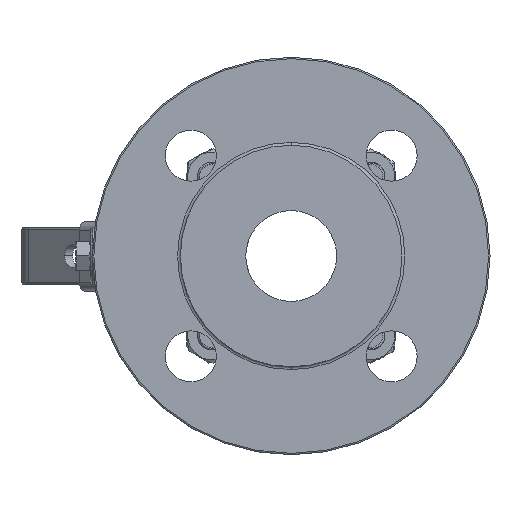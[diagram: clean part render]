
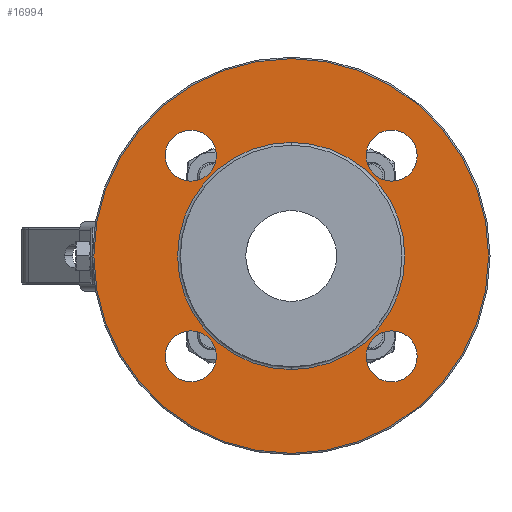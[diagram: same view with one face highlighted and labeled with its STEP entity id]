
A CAD part, left-side view. The second image highlights one B-rep face of the part: STEP entity #16994.
In plain terms, the highlighted face is planar.
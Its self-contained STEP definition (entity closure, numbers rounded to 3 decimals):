
#117 = AXIS2_PLACEMENT_3D ( 'NONE', #49130, #17635, #54344 ) ;
#171 = CIRCLE ( 'NONE', #61207, 40. ) ;
#390 = DIRECTION ( 'NONE',  ( 1., 0., 0. ) ) ;
#671 = ORIENTED_EDGE ( 'NONE', *, *, #67160, .T. ) ;
#723 = DIRECTION ( 'NONE',  ( 1., 0., 0. ) ) ;
#970 = CARTESIAN_POINT ( 'NONE',  ( -26.355, 35.355, -54.7 ) ) ;
#1289 = CARTESIAN_POINT ( 'NONE',  ( 40., 0., -54.7 ) ) ;
#1618 = EDGE_LOOP ( 'NONE', ( #29709, #10019 ) ) ;
#3053 = DIRECTION ( 'NONE',  ( 1., 0., 0. ) ) ;
#3147 = DIRECTION ( 'NONE',  ( 0., 0., -1. ) ) ;
#3550 = CARTESIAN_POINT ( 'NONE',  ( 0., 0., -54.7 ) ) ;
#4430 = DIRECTION ( 'NONE',  ( 1., 0., 0. ) ) ;
#4560 = EDGE_LOOP ( 'NONE', ( #27888, #29930 ) ) ;
#4841 = VERTEX_POINT ( 'NONE', #7611 ) ;
#5320 = DIRECTION ( 'NONE',  ( 0., 0., 1. ) ) ;
#5536 = FACE_OUTER_BOUND ( 'NONE', #57604, .T. ) ;
#5959 = CARTESIAN_POINT ( 'NONE',  ( 0., 0., -54.7 ) ) ;
#6087 = EDGE_CURVE ( 'NONE', #68322, #6801, #16563, .T. ) ;
#6253 = AXIS2_PLACEMENT_3D ( 'NONE', #3550, #3147, #3053 ) ;
#6444 = CARTESIAN_POINT ( 'NONE',  ( 26.355, -35.355, -54.7 ) ) ;
#6801 = VERTEX_POINT ( 'NONE', #43885 ) ;
#7611 = CARTESIAN_POINT ( 'NONE',  ( 44.355, -35.355, -54.7 ) ) ;
#7723 = DIRECTION ( 'NONE',  ( 0., 0., 1. ) ) ;
#7785 = VERTEX_POINT ( 'NONE', #65906 ) ;
#9857 = ORIENTED_EDGE ( 'NONE', *, *, #64919, .T. ) ;
#10019 = ORIENTED_EDGE ( 'NONE', *, *, #43794, .T. ) ;
#10029 = EDGE_CURVE ( 'NONE', #4841, #56772, #31195, .T. ) ;
#10779 = ORIENTED_EDGE ( 'NONE', *, *, #51019, .T. ) ;
#11322 = DIRECTION ( 'NONE',  ( 1., 0., 0. ) ) ;
#11602 = DIRECTION ( 'NONE',  ( 0., 0., 1. ) ) ;
#13774 = VERTEX_POINT ( 'NONE', #63470 ) ;
#14175 = CARTESIAN_POINT ( 'NONE',  ( 0., 39., -54.7 ) ) ;
#16563 = CIRCLE ( 'NONE', #6253, 69.5 ) ;
#16594 = ORIENTED_EDGE ( 'NONE', *, *, #51788, .T. ) ;
#16773 = AXIS2_PLACEMENT_3D ( 'NONE', #63932, #32440, #723 ) ;
#16833 = CARTESIAN_POINT ( 'NONE',  ( 35.355, 35.355, -54.7 ) ) ;
#16994 = ADVANCED_FACE ( 'NONE', ( #49280, #5536, #47623, #19676, #59955, #46013 ), #56204, .F. ) ;
#17635 = DIRECTION ( 'NONE',  ( 0., 0., 1. ) ) ;
#19676 = FACE_BOUND ( 'NONE', #39658, .T. ) ;
#21387 = CIRCLE ( 'NONE', #41578, 9. ) ;
#21787 = EDGE_CURVE ( 'NONE', #58275, #7785, #36569, .T. ) ;
#22130 = DIRECTION ( 'NONE',  ( 1., 0., 0. ) ) ;
#23010 = CARTESIAN_POINT ( 'NONE',  ( 35.355, 35.355, -54.7 ) ) ;
#23855 = VERTEX_POINT ( 'NONE', #67468 ) ;
#24939 = EDGE_LOOP ( 'NONE', ( #10779, #53808 ) ) ;
#25664 = CIRCLE ( 'NONE', #46514, 69.5 ) ;
#25732 = CIRCLE ( 'NONE', #16773, 9. ) ;
#25796 = CARTESIAN_POINT ( 'NONE',  ( 0., 0., -54.7 ) ) ;
#26016 = EDGE_CURVE ( 'NONE', #6801, #68322, #25664, .T. ) ;
#26684 = CIRCLE ( 'NONE', #51530, 9. ) ;
#26723 = CIRCLE ( 'NONE', #28050, 9. ) ;
#27810 = ORIENTED_EDGE ( 'NONE', *, *, #41585, .T. ) ;
#27888 = ORIENTED_EDGE ( 'NONE', *, *, #54640, .T. ) ;
#28050 = AXIS2_PLACEMENT_3D ( 'NONE', #63582, #32096, #390 ) ;
#28106 = ORIENTED_EDGE ( 'NONE', *, *, #6087, .T. ) ;
#28303 = DIRECTION ( 'NONE',  ( 1., 0., 0. ) ) ;
#29219 = AXIS2_PLACEMENT_3D ( 'NONE', #16833, #53557, #22130 ) ;
#29709 = ORIENTED_EDGE ( 'NONE', *, *, #10029, .T. ) ;
#29930 = ORIENTED_EDGE ( 'NONE', *, *, #21787, .T. ) ;
#30090 = DIRECTION ( 'NONE',  ( 1., 0., 0. ) ) ;
#30134 = CARTESIAN_POINT ( 'NONE',  ( -44.355, 35.355, -54.7 ) ) ;
#31054 = DIRECTION ( 'NONE',  ( 1., 0., 0. ) ) ;
#31195 = CIRCLE ( 'NONE', #117, 9. ) ;
#32096 = DIRECTION ( 'NONE',  ( 0., 0., 1. ) ) ;
#32440 = DIRECTION ( 'NONE',  ( 0., 0., 1. ) ) ;
#34067 = VERTEX_POINT ( 'NONE', #1289 ) ;
#36047 = DIRECTION ( 'NONE',  ( 0., 0., 1. ) ) ;
#36569 = CIRCLE ( 'NONE', #39485, 9. ) ;
#36965 = CARTESIAN_POINT ( 'NONE',  ( 0., 0., -54.7 ) ) ;
#36988 = EDGE_CURVE ( 'NONE', #23855, #34067, #54032, .T. ) ;
#38568 = ORIENTED_EDGE ( 'NONE', *, *, #26016, .T. ) ;
#39317 = CARTESIAN_POINT ( 'NONE',  ( -35.355, -35.355, -54.7 ) ) ;
#39485 = AXIS2_PLACEMENT_3D ( 'NONE', #23010, #59738, #28303 ) ;
#39568 = CIRCLE ( 'NONE', #29219, 9. ) ;
#39658 = EDGE_LOOP ( 'NONE', ( #16594, #671 ) ) ;
#40212 = AXIS2_PLACEMENT_3D ( 'NONE', #14175, #61538, #30090 ) ;
#40900 = VERTEX_POINT ( 'NONE', #48410 ) ;
#41578 = AXIS2_PLACEMENT_3D ( 'NONE', #67521, #36047, #4430 ) ;
#41585 = EDGE_CURVE ( 'NONE', #53272, #60830, #25732, .T. ) ;
#42241 = DIRECTION ( 'NONE',  ( 1., 0., 0. ) ) ;
#42867 = DIRECTION ( 'NONE',  ( 0., 0., 1. ) ) ;
#43170 = CARTESIAN_POINT ( 'NONE',  ( -35.355, 35.355, -54.7 ) ) ;
#43794 = EDGE_CURVE ( 'NONE', #56772, #4841, #21387, .T. ) ;
#43885 = CARTESIAN_POINT ( 'NONE',  ( -69.5, 0., -54.7 ) ) ;
#44615 = DIRECTION ( 'NONE',  ( 1., 0., 0. ) ) ;
#46013 = FACE_BOUND ( 'NONE', #4560, .T. ) ;
#46514 = AXIS2_PLACEMENT_3D ( 'NONE', #25796, #62519, #31054 ) ;
#46643 = CARTESIAN_POINT ( 'NONE',  ( 26.355, 35.355, -54.7 ) ) ;
#47623 = FACE_BOUND ( 'NONE', #64959, .T. ) ;
#48410 = CARTESIAN_POINT ( 'NONE',  ( -26.355, -35.355, -54.7 ) ) ;
#48422 = DIRECTION ( 'NONE',  ( 1., 0., 0. ) ) ;
#49130 = CARTESIAN_POINT ( 'NONE',  ( 35.355, -35.355, -54.7 ) ) ;
#49280 = FACE_BOUND ( 'NONE', #24939, .T. ) ;
#51019 = EDGE_CURVE ( 'NONE', #34067, #23855, #171, .T. ) ;
#51530 = AXIS2_PLACEMENT_3D ( 'NONE', #39317, #7723, #44615 ) ;
#51788 = EDGE_CURVE ( 'NONE', #40900, #13774, #26684, .T. ) ;
#53272 = VERTEX_POINT ( 'NONE', #30134 ) ;
#53418 = AXIS2_PLACEMENT_3D ( 'NONE', #43170, #11602, #48422 ) ;
#53557 = DIRECTION ( 'NONE',  ( 0., 0., 1. ) ) ;
#53808 = ORIENTED_EDGE ( 'NONE', *, *, #36988, .T. ) ;
#54032 = CIRCLE ( 'NONE', #60041, 40. ) ;
#54344 = DIRECTION ( 'NONE',  ( 1., 0., 0. ) ) ;
#54640 = EDGE_CURVE ( 'NONE', #7785, #58275, #39568, .T. ) ;
#56204 = PLANE ( 'NONE',  #40212 ) ;
#56772 = VERTEX_POINT ( 'NONE', #6444 ) ;
#57604 = EDGE_LOOP ( 'NONE', ( #28106, #38568 ) ) ;
#58275 = VERTEX_POINT ( 'NONE', #46643 ) ;
#59738 = DIRECTION ( 'NONE',  ( 0., 0., 1. ) ) ;
#59955 = FACE_BOUND ( 'NONE', #1618, .T. ) ;
#60041 = AXIS2_PLACEMENT_3D ( 'NONE', #36965, #5320, #42241 ) ;
#60830 = VERTEX_POINT ( 'NONE', #970 ) ;
#61207 = AXIS2_PLACEMENT_3D ( 'NONE', #5959, #42867, #11322 ) ;
#61538 = DIRECTION ( 'NONE',  ( 0., 0., 1. ) ) ;
#62519 = DIRECTION ( 'NONE',  ( 0., 0., -1. ) ) ;
#62784 = CIRCLE ( 'NONE', #53418, 9. ) ;
#63470 = CARTESIAN_POINT ( 'NONE',  ( -44.355, -35.355, -54.7 ) ) ;
#63582 = CARTESIAN_POINT ( 'NONE',  ( -35.355, -35.355, -54.7 ) ) ;
#63932 = CARTESIAN_POINT ( 'NONE',  ( -35.355, 35.355, -54.7 ) ) ;
#64919 = EDGE_CURVE ( 'NONE', #60830, #53272, #62784, .T. ) ;
#64959 = EDGE_LOOP ( 'NONE', ( #9857, #27810 ) ) ;
#65906 = CARTESIAN_POINT ( 'NONE',  ( 44.355, 35.355, -54.7 ) ) ;
#66988 = CARTESIAN_POINT ( 'NONE',  ( 69.5, 0., -54.7 ) ) ;
#67160 = EDGE_CURVE ( 'NONE', #13774, #40900, #26723, .T. ) ;
#67468 = CARTESIAN_POINT ( 'NONE',  ( -40., 0., -54.7 ) ) ;
#67521 = CARTESIAN_POINT ( 'NONE',  ( 35.355, -35.355, -54.7 ) ) ;
#68322 = VERTEX_POINT ( 'NONE', #66988 ) ;
